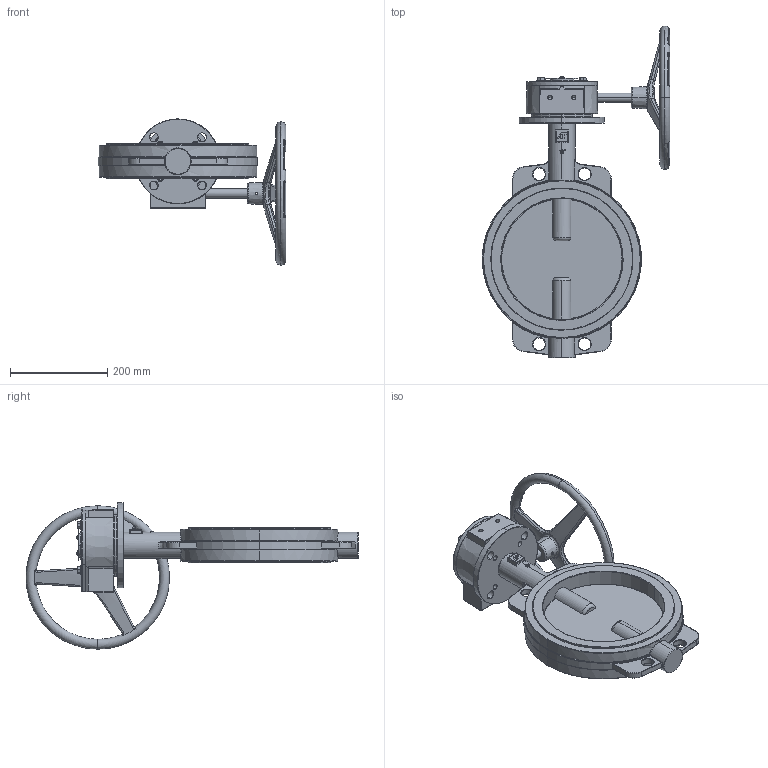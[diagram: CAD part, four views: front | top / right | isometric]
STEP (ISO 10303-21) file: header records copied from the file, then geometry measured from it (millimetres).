
FILE_DESCRIPTION (( 'STEP AP214' ), '1' );
FILE_NAME ('OS-W1-1000-XXX-G.step', '2019-08-12T18:32:25', ( '' ), ( '' ), 'SwSTEP 2.0', 'SolidWorks 2019', '' );
FILE_SCHEMA (( 'AUTOMOTIVE_DESIGN' ));
Length unit declared in the file: inch
Products named in the file (40): 25201; 25198; 25139; socket set screw flat point_am; hex cap screw_am; 25114; 25059; spring pin slotted_ai_SPS 0.2188x1.75; 25058; 25056; G-XX-0800 GEAR OPERATOR SQUARE DRIVE_CLOSED; socket set screw flat point_am_B18.3.6M - M6 x 1.0 x 8 Hex Socket Flat Pt. SS --N; pan cross head_am; hex cap screw_am_B18.2.3.1M - Hex cap screw, M8 x 1.25 x 12 --12N; flat washer narrow_am; 25055; spring pin slotted_ai; 25057; 25054; OS-W1-1000-XXX-G; flat washer narrow_am_B18.22M - Plain washer, 8 mm, narrow; pan cross head_am_B18.6.7M - M5 x 0.8 x 8 Type I Cross Recessed PHMS --8N
Assembly tree (24 placements, depth 3):
  25198
  25139
  socket set screw flat point_am
  hex cap screw_am
  25201
Bounding box: 385.88 x 682.78 x 300.98 mm (x, y, z)
Volume: 5489085.1 mm3; surface area: 826223.8 mm2
Topology: 24 solids, 24 shells, 1108 faces, 2704 edges, 1670 vertices
Faces by surface type: plane 406, cylinder 287, bspline 203, torus 116, cone 83, sphere 13
Entity records: 43184 total; most frequent: CARTESIAN_POINT 20062, ORIENTED_EDGE 4764, DIRECTION 4101, EDGE_CURVE 2382, AXIS2_PLACEMENT_3D 1537, VERTEX_POINT 1500, EDGE_LOOP 1092, LINE 1027
